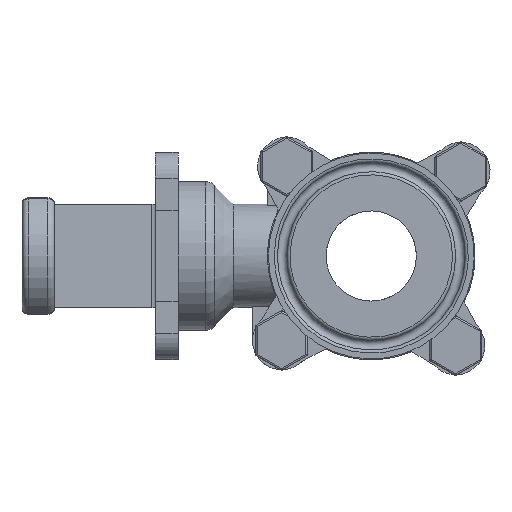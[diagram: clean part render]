
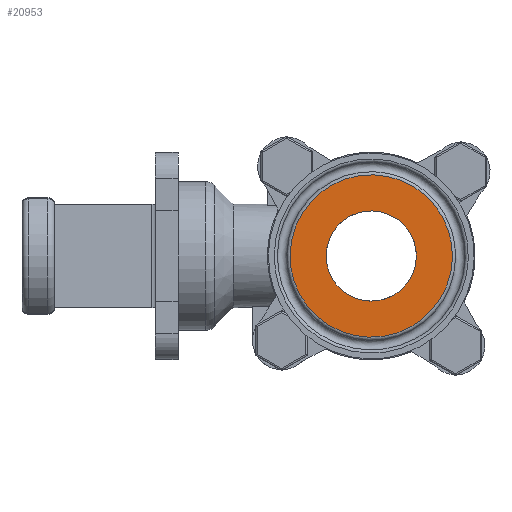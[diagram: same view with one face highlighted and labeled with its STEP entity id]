
A CAD part, left-side view. The second image highlights one B-rep face of the part: STEP entity #20953.
In plain terms, the highlighted face is planar.
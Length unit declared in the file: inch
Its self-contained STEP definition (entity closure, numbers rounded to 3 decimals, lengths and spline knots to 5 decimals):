
#229=FACE_BOUND('',#3746,.T.);
#1614=PLANE('',#22362);
#2537=FACE_OUTER_BOUND('',#3745,.T.);
#3745=EDGE_LOOP('',(#16607,#16608));
#3746=EDGE_LOOP('',(#16609,#16610));
#8408=CIRCLE('',#22359,0.78266);
#8409=CIRCLE('',#22360,0.78266);
#8411=CIRCLE('',#22363,0.435);
#8412=CIRCLE('',#22364,0.435);
#9601=VERTEX_POINT('',#34402);
#9602=VERTEX_POINT('',#34403);
#9603=VERTEX_POINT('',#34408);
#9604=VERTEX_POINT('',#34409);
#12071=EDGE_CURVE('',#9601,#9602,#8408,.T.);
#12072=EDGE_CURVE('',#9602,#9601,#8409,.T.);
#12074=EDGE_CURVE('',#9603,#9604,#8411,.T.);
#12075=EDGE_CURVE('',#9604,#9603,#8412,.T.);
#16607=ORIENTED_EDGE('',*,*,#12071,.T.);
#16608=ORIENTED_EDGE('',*,*,#12072,.T.);
#16609=ORIENTED_EDGE('',*,*,#12074,.F.);
#16610=ORIENTED_EDGE('',*,*,#12075,.F.);
#20953=ADVANCED_FACE('',(#2537,#229),#1614,.T.);
#22359=AXIS2_PLACEMENT_3D('',#34404,#25201,#25202);
#22360=AXIS2_PLACEMENT_3D('',#34405,#25203,#25204);
#22362=AXIS2_PLACEMENT_3D('',#34407,#25207,#25208);
#22363=AXIS2_PLACEMENT_3D('',#34410,#25209,#25210);
#22364=AXIS2_PLACEMENT_3D('',#34411,#25211,#25212);
#25201=DIRECTION('center_axis',(1.,0.,0.));
#25202=DIRECTION('ref_axis',(0.,1.,0.));
#25203=DIRECTION('center_axis',(1.,0.,0.));
#25204=DIRECTION('ref_axis',(0.,1.,0.));
#25207=DIRECTION('center_axis',(1.,0.,0.));
#25208=DIRECTION('ref_axis',(0.,0.,-1.));
#25209=DIRECTION('center_axis',(1.,0.,0.));
#25210=DIRECTION('ref_axis',(0.,1.,0.));
#25211=DIRECTION('center_axis',(1.,0.,0.));
#25212=DIRECTION('ref_axis',(0.,1.,0.));
#34402=CARTESIAN_POINT('',(-0.00506,1.69369,0.));
#34403=CARTESIAN_POINT('',(-0.00506,0.91103,0.78266));
#34404=CARTESIAN_POINT('Origin',(-0.00506,0.91103,
0.));
#34405=CARTESIAN_POINT('Origin',(-0.00506,0.91103,
0.));
#34407=CARTESIAN_POINT('Origin',(-0.00506,1.51986,
0.));
#34408=CARTESIAN_POINT('',(-0.00506,1.34603,0.));
#34409=CARTESIAN_POINT('',(-0.00506,0.47603,0.));
#34410=CARTESIAN_POINT('Origin',(-0.00506,0.91103,
0.));
#34411=CARTESIAN_POINT('Origin',(-0.00506,0.91103,
0.));
